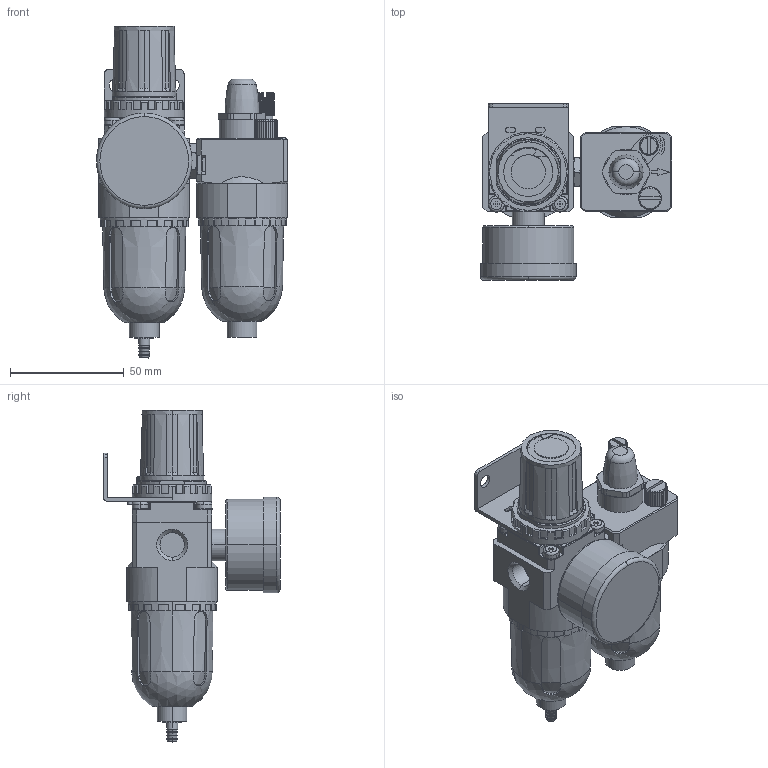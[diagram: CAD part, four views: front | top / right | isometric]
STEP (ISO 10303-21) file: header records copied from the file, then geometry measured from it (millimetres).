
FILE_DESCRIPTION((''),'2;1');
FILE_NAME('MACP200.stp','2010-06-22T16:34:22',(''),(''),'Mechanical Desktop 2005','Mechanical Desktop 2005',', , ');
FILE_SCHEMA(('CONFIG_CONTROL_DESIGN'));
Length unit declared in the file: millimetre
Products named in the file (10): MACP200; MAFR200; MAL200; B0090; B0089_外油室; B0092; B0091; B0095; B0096; B0328
Assembly tree (9 placements, depth 3):
  MACP200
    MAFR200
    MAL200
      B0090
      B0089_外油室
      B0092
      B0091
      B0095
      B0096
    B0328
Bounding box: 84 x 77.5 x 145.9 mm (x, y, z)
Volume: 241044.8 mm3; surface area: 71676.6 mm2
Topology: 8 solids, 13 shells, 1191 faces, 3199 edges, 2067 vertices
Faces by surface type: plane 672, cylinder 365, cone 106, torus 20, bspline 16, sphere 12
Entity records: 39036 total; most frequent: CARTESIAN_POINT 8853, DIRECTION 6399, ORIENTED_EDGE 6382, EDGE_CURVE 3191, AXIS2_PLACEMENT_3D 2323, VERTEX_POINT 2067, VECTOR 1753, LINE 1753
